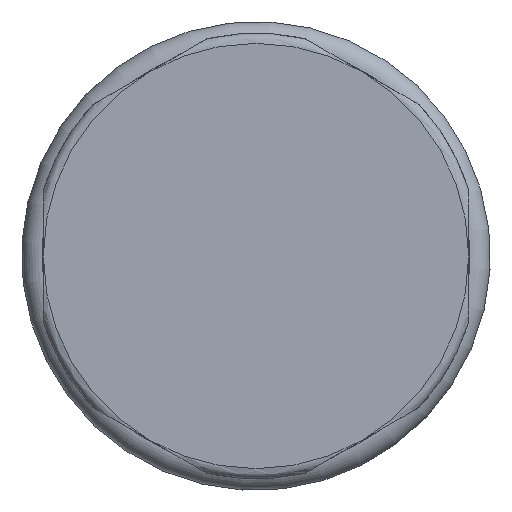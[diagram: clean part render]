
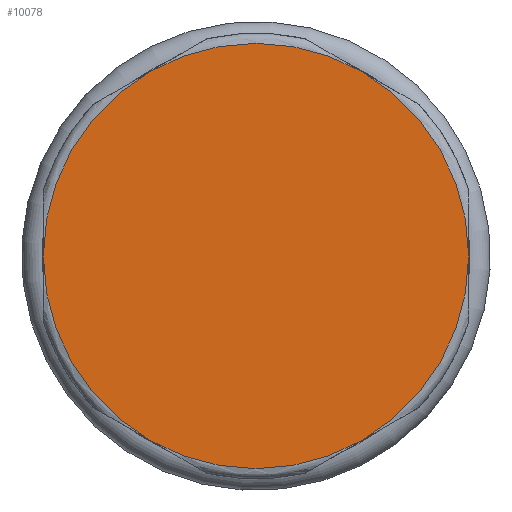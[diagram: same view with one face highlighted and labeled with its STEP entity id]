
A CAD part, left-side view. The second image highlights one B-rep face of the part: STEP entity #10078.
In plain terms, the highlighted planar face has unit normal (-1, 0, 0).
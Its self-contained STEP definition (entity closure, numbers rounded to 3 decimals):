
#506=CIRCLE('',#10499,10.5);
#507=CIRCLE('',#10500,10.5);
#508=CIRCLE('',#10501,10.5);
#509=CIRCLE('',#10502,10.5);
#510=CIRCLE('',#10503,10.5);
#511=CIRCLE('',#10504,10.5);
#1790=PLANE('',#10498);
#2280=FACE_OUTER_BOUND('',#2860,.T.);
#2860=EDGE_LOOP('',(#8679,#8680,#8681,#8682,#8683,#8684));
#4527=VERTEX_POINT('',#74293);
#4528=VERTEX_POINT('',#74294);
#4529=VERTEX_POINT('',#74296);
#4530=VERTEX_POINT('',#74298);
#4531=VERTEX_POINT('',#74300);
#4532=VERTEX_POINT('',#74302);
#5932=EDGE_CURVE('',#4527,#4528,#506,.T.);
#5933=EDGE_CURVE('',#4529,#4527,#507,.T.);
#5934=EDGE_CURVE('',#4530,#4529,#508,.T.);
#5935=EDGE_CURVE('',#4531,#4530,#509,.T.);
#5936=EDGE_CURVE('',#4532,#4531,#510,.T.);
#5937=EDGE_CURVE('',#4528,#4532,#511,.T.);
#8679=ORIENTED_EDGE('',*,*,#5932,.F.);
#8680=ORIENTED_EDGE('',*,*,#5933,.F.);
#8681=ORIENTED_EDGE('',*,*,#5934,.F.);
#8682=ORIENTED_EDGE('',*,*,#5935,.F.);
#8683=ORIENTED_EDGE('',*,*,#5936,.F.);
#8684=ORIENTED_EDGE('',*,*,#5937,.F.);
#10078=ADVANCED_FACE('',(#2280),#1790,.T.);
#10498=AXIS2_PLACEMENT_3D('',#74292,#11801,#11802);
#10499=AXIS2_PLACEMENT_3D('',#74295,#11803,#11804);
#10500=AXIS2_PLACEMENT_3D('',#74297,#11805,#11806);
#10501=AXIS2_PLACEMENT_3D('',#74299,#11807,#11808);
#10502=AXIS2_PLACEMENT_3D('',#74301,#11809,#11810);
#10503=AXIS2_PLACEMENT_3D('',#74303,#11811,#11812);
#10504=AXIS2_PLACEMENT_3D('',#74304,#11813,#11814);
#11801=DIRECTION('center_axis',(-1.,0.,0.));
#11802=DIRECTION('ref_axis',(0.,0.,1.));
#11803=DIRECTION('center_axis',(1.,0.,0.));
#11804=DIRECTION('ref_axis',(0.,-1.,0.));
#11805=DIRECTION('center_axis',(1.,0.,0.));
#11806=DIRECTION('ref_axis',(0.,-1.,0.));
#11807=DIRECTION('center_axis',(1.,0.,0.));
#11808=DIRECTION('ref_axis',(0.,-1.,0.));
#11809=DIRECTION('center_axis',(1.,0.,0.));
#11810=DIRECTION('ref_axis',(0.,-1.,0.));
#11811=DIRECTION('center_axis',(1.,0.,0.));
#11812=DIRECTION('ref_axis',(0.,-1.,0.));
#11813=DIRECTION('center_axis',(1.,0.,0.));
#11814=DIRECTION('ref_axis',(0.,-1.,0.));
#74292=CARTESIAN_POINT('Origin',(0.,8.975,0.));
#74293=CARTESIAN_POINT('',(0.,10.5,0.));
#74294=CARTESIAN_POINT('',(0.,5.25,9.093));
#74295=CARTESIAN_POINT('Origin',(0.,0.,0.));
#74296=CARTESIAN_POINT('',(0.,5.25,-9.093));
#74297=CARTESIAN_POINT('Origin',(0.,0.,0.));
#74298=CARTESIAN_POINT('',(0.,-5.25,-9.093));
#74299=CARTESIAN_POINT('Origin',(0.,0.,0.));
#74300=CARTESIAN_POINT('',(0.,-10.5,0.));
#74301=CARTESIAN_POINT('Origin',(0.,0.,0.));
#74302=CARTESIAN_POINT('',(0.,-5.25,9.093));
#74303=CARTESIAN_POINT('Origin',(0.,0.,0.));
#74304=CARTESIAN_POINT('Origin',(0.,0.,0.));
